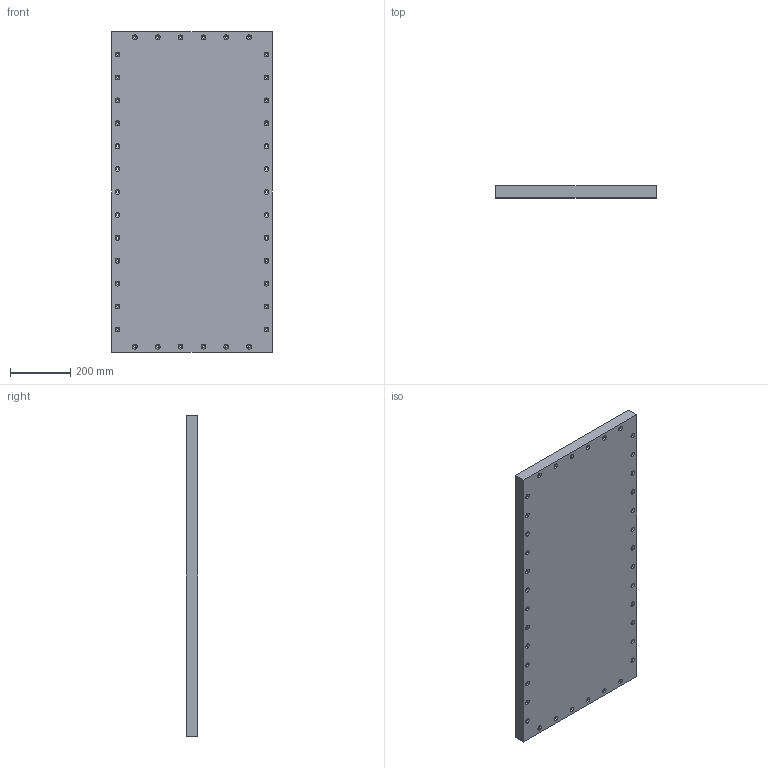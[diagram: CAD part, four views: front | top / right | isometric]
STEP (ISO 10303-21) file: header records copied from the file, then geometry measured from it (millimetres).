
FILE_DESCRIPTION (( 'STEP AP214' ), '1' );
FILE_NAME ('runway 1 rev03.STEP', '2019-06-26T19:47:30', ( '' ), ( '' ), 'SwSTEP 2.0', 'SolidWorks 2018', '' );
FILE_SCHEMA (( 'AUTOMOTIVE_DESIGN' ));
Length unit declared in the file: inch
Products named in the file (1): runway 1 rev03
Bounding box: 533.4 x 38.1 x 1066.8 mm (x, y, z)
Volume: 21588041.2 mm3; surface area: 1292609.7 mm2
Topology: 1 solids, 1 shells, 158 faces, 392 edges, 236 vertices
Faces by surface type: cone 76, cylinder 76, plane 6
Entity records: 4908 total; most frequent: DIRECTION 938, CARTESIAN_POINT 787, ORIENTED_EDGE 784, EDGE_CURVE 392, AXIS2_PLACEMENT_3D 387, VERTEX_POINT 236, EDGE_LOOP 234, CIRCLE 228
